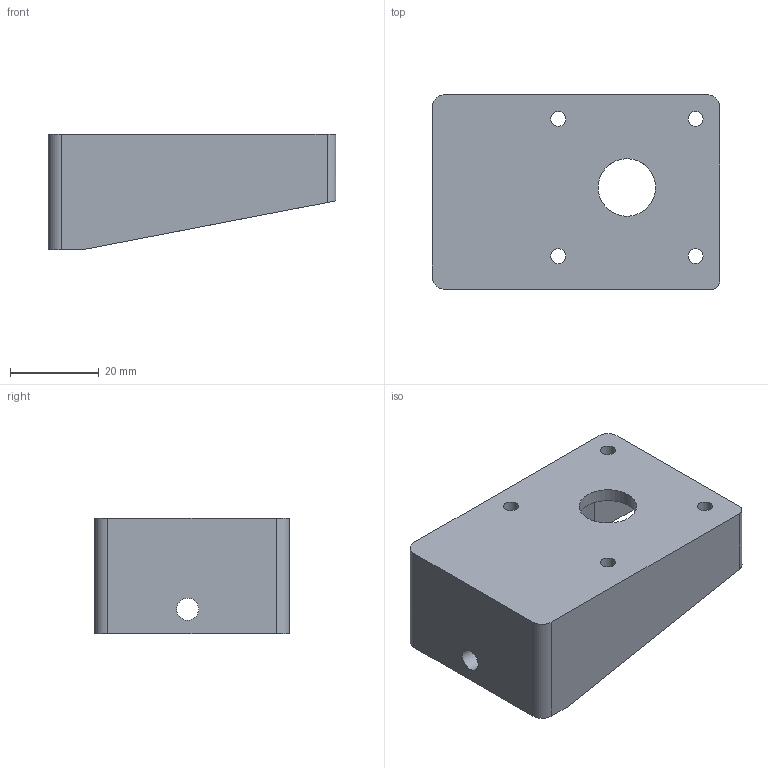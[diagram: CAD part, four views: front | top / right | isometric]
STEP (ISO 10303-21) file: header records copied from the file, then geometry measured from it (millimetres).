
FILE_DESCRIPTION(('FreeCAD Model'),'2;1');
FILE_NAME('Open CASCADE Shape Model','2025-08-20T22:23:25',(''),(''), 'Open CASCADE STEP processor 7.9','FreeCAD','Unknown');
FILE_SCHEMA(('AUTOMOTIVE_DESIGN { 1 0 10303 214 1 1 1 1 }'));
Length unit declared in the file: millimetre
Products named in the file (1): TensionerLeft001 (Mirror #9)
Bounding box: 65 x 44 x 26 mm (x, y, z)
Volume: 38347.5 mm3; surface area: 11891.7 mm2
Topology: 1 solids, 1 shells, 31 faces, 81 edges, 53 vertices
Faces by surface type: plane 20, cylinder 11
Full cylindrical faces by diameter (mm): 3.4 x4, 5 x1, 13 x1
Entity records: 1001 total; most frequent: DIRECTION 167, CARTESIAN_POINT 166, ORIENTED_EDGE 162, EDGE_CURVE 81, LINE 59, VECTOR 59, AXIS2_PLACEMENT_3D 54, VERTEX_POINT 53
